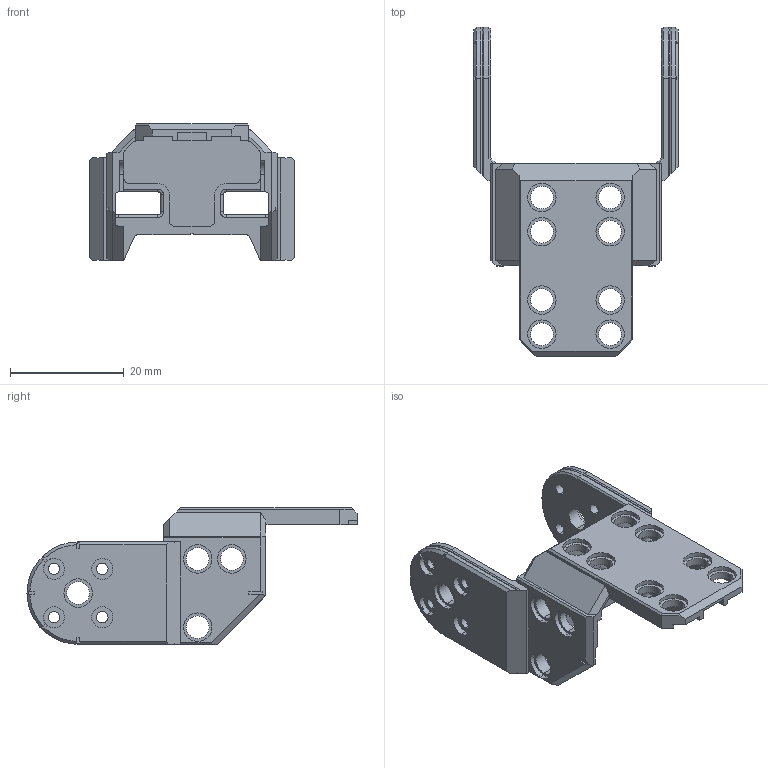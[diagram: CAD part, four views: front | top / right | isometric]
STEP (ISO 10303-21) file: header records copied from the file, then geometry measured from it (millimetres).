
FILE_DESCRIPTION (( 'STEP AP203' ), '1' );
FILE_NAME ('Darwin-mini_frm_ext_02_Défaut_sldprt.STEP', '2020-09-23T18:11:36', ( '' ), ( '' ), 'SwSTEP 2.0', 'SolidWorks 2019', '' );
FILE_SCHEMA (( 'CONFIG_CONTROL_DESIGN' ));
Length unit declared in the file: millimetre
Products named in the file (1): Darwin-mini_frm_ext_02_Défaut_sldprt
Bounding box: 36 x 58 x 24 mm (x, y, z)
Volume: 5622.3 mm3; surface area: 6648.6 mm2
Topology: 1 solids, 1 shells, 358 faces, 956 edges, 616 vertices
Faces by surface type: plane 193, cylinder 140, bspline 14, cone 11
Entity records: 11576 total; most frequent: CARTESIAN_POINT 2318, DIRECTION 1925, ORIENTED_EDGE 1912, EDGE_CURVE 956, AXIS2_PLACEMENT_3D 657, VERTEX_POINT 616, VECTOR 611, LINE 611
